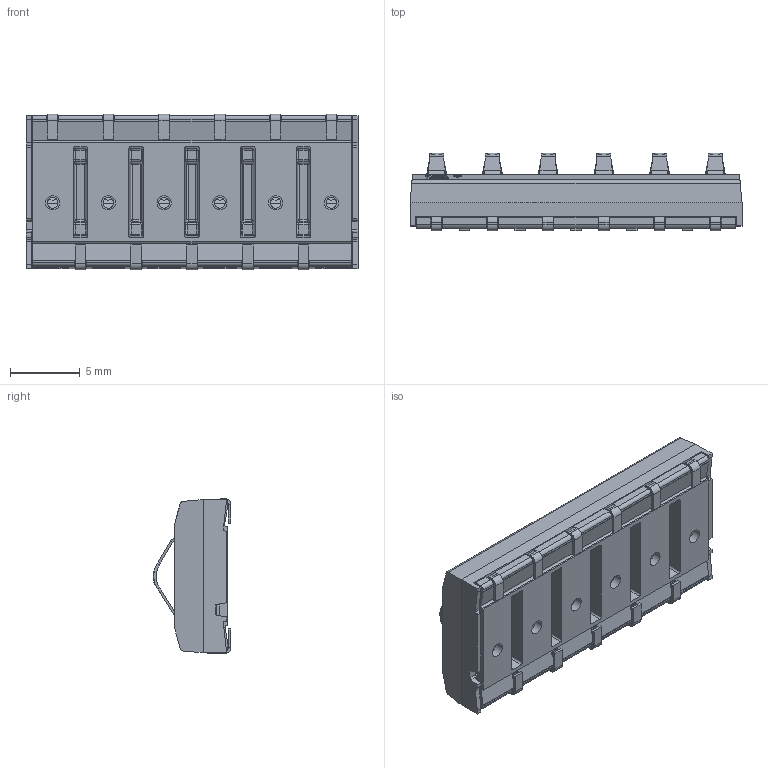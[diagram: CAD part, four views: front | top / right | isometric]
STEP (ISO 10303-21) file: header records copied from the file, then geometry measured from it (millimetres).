
FILE_DESCRIPTION((''),'2;1');
FILE_NAME('33756-73713','2021-04-30T06:22:27',('RICKB'),('Bourns, Inc.'),'CREO PARAMETRIC BY PTC INC, 2018050','CREO PARAMETRIC BY PTC INC, 2018050','');
FILE_SCHEMA(('AUTOMOTIVE_DESIGN { 1 0 10303 214 1 1 1 1 }'));
Products named in the file (1): 33756-73713
Bounding box: 23.83 x 5.58 x 11.15 mm (x, y, z)
Volume: 460 mm3; surface area: 2058.3 mm2
Topology: 1 solids, 1 shells, 1817 faces, 4903 edges, 3010 vertices
Faces by surface type: plane 1175, cylinder 464, bspline 136, sphere 40, torus 2
Entity records: 79106 total; most frequent: CARTESIAN_POINT 19475, ORIENTED_EDGE 9758, DIRECTION 8615, PRESENTATION_STYLE_ASSIGNMENT 4904, STYLED_ITEM 4880, CURVE_STYLE 4879, EDGE_CURVE 4879, VECTOR 3525
